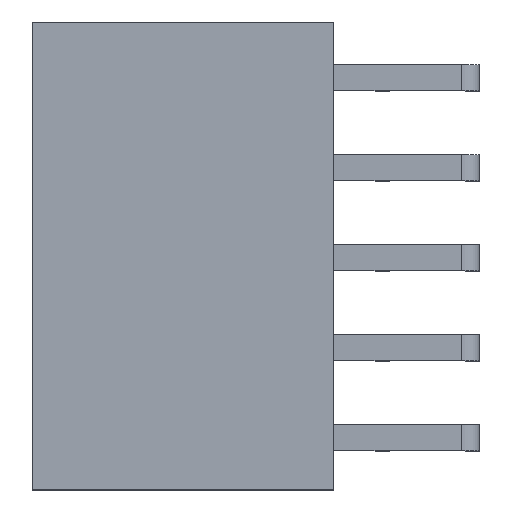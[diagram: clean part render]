
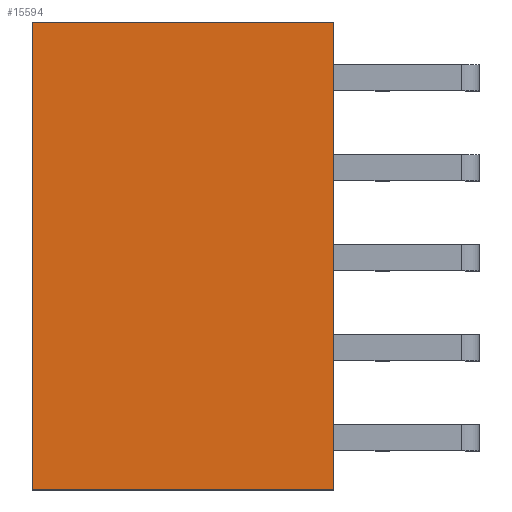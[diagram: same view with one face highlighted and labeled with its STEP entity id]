
A CAD part, top view. The second image highlights one B-rep face of the part: STEP entity #15594.
In plain terms, the highlighted face is planar.
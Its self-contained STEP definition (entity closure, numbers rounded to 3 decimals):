
#1652=ORIENTED_EDGE('',*,*,#4540,.T.);
#1653=ORIENTED_EDGE('',*,*,#4541,.T.);
#1654=ORIENTED_EDGE('',*,*,#4542,.T.);
#1655=ORIENTED_EDGE('',*,*,#4543,.T.);
#4540=EDGE_CURVE('',#5894,#5895,#7070,.T.);
#4541=EDGE_CURVE('',#5895,#5896,#7071,.T.);
#4542=EDGE_CURVE('',#5896,#5897,#7072,.T.);
#4543=EDGE_CURVE('',#5897,#5894,#7073,.T.);
#5894=VERTEX_POINT('',#21879);
#5895=VERTEX_POINT('',#21880);
#5896=VERTEX_POINT('',#21882);
#5897=VERTEX_POINT('',#21884);
#7070=LINE('',#21878,#8484);
#7071=LINE('',#21881,#8485);
#7072=LINE('',#21883,#8486);
#7073=LINE('',#21885,#8487);
#8484=VECTOR('',#18276,1000.);
#8485=VECTOR('',#18277,1000.);
#8486=VECTOR('',#18278,1000.);
#8487=VECTOR('',#18279,1000.);
#9212=EDGE_LOOP('',(#1652,#1653,#1654,#1655));
#9872=FACE_BOUND('',#9212,.T.);
#10532=PLANE('',#16281);
#15594=ADVANCED_FACE('',(#9872),#10532,.T.);
#16281=AXIS2_PLACEMENT_3D('',#21877,#18274,#18275);
#18274=DIRECTION('',(0.,1.,0.));
#18275=DIRECTION('',(0.,0.,1.));
#18276=DIRECTION('',(0.,0.,1.));
#18277=DIRECTION('',(1.,0.,0.));
#18278=DIRECTION('',(0.,0.,-1.));
#18279=DIRECTION('',(-1.,0.,0.));
#21877=CARTESIAN_POINT('',(0.,2.5,0.));
#21878=CARTESIAN_POINT('',(-6.6,2.5,-4.25));
#21879=CARTESIAN_POINT('',(-6.6,2.5,-4.25));
#21880=CARTESIAN_POINT('',(-6.6,2.5,4.25));
#21881=CARTESIAN_POINT('',(-6.6,2.5,4.25));
#21882=CARTESIAN_POINT('',(6.6,2.5,4.25));
#21883=CARTESIAN_POINT('',(6.6,2.5,4.25));
#21884=CARTESIAN_POINT('',(6.6,2.5,-4.25));
#21885=CARTESIAN_POINT('',(6.6,2.5,-4.25));
